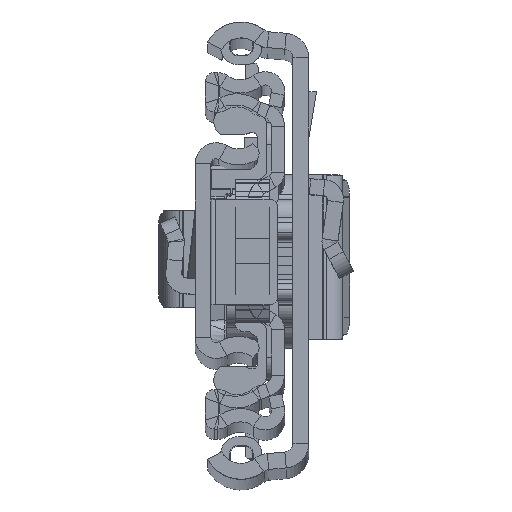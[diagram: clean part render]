
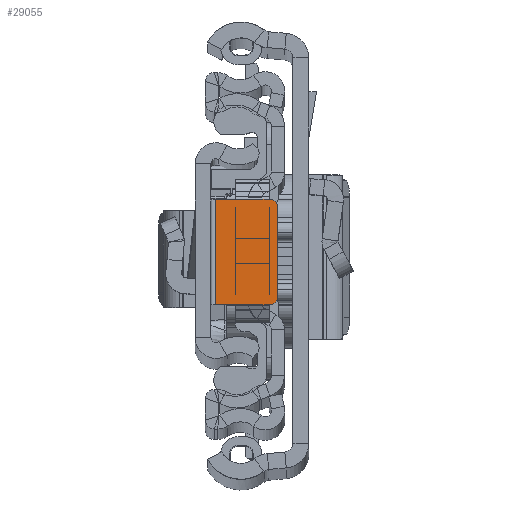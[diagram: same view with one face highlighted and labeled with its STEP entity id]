
A CAD part, top view. The second image highlights one B-rep face of the part: STEP entity #29055.
In plain terms, the highlighted planar face has unit normal (0, 0, 1).
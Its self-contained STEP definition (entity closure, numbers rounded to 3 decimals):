
#82 = VERTEX_POINT ( 'NONE', #28623 ) ;
#1461 = LINE ( 'NONE', #26652, #27364 ) ;
#2568 = DIRECTION ( 'NONE',  ( 1., 0., 0. ) ) ;
#2903 = CARTESIAN_POINT ( 'NONE',  ( -9.4, -5.849, -6.8 ) ) ;
#2919 = EDGE_CURVE ( 'NONE', #22722, #3742, #21017, .T. ) ;
#3492 = CARTESIAN_POINT ( 'NONE',  ( -2.3, -5.849, -6.8 ) ) ;
#3742 = VERTEX_POINT ( 'NONE', #5360 ) ;
#3938 = CARTESIAN_POINT ( 'NONE',  ( -8.4, 5.151, -6.8 ) ) ;
#4353 = DIRECTION ( 'NONE',  ( 1., 0., 0. ) ) ;
#4750 = CARTESIAN_POINT ( 'NONE',  ( -9.4, 6.151, -6.8 ) ) ;
#4838 = FACE_OUTER_BOUND ( 'NONE', #21469, .T. ) ;
#5360 = CARTESIAN_POINT ( 'NONE',  ( -8.4, -5.849, -6.8 ) ) ;
#5434 = CARTESIAN_POINT ( 'NONE',  ( 0., 0., -6.8 ) ) ;
#5743 = VECTOR ( 'NONE', #23246, 1000. ) ;
#6151 = VECTOR ( 'NONE', #10327, 1000. ) ;
#7411 = EDGE_CURVE ( 'NONE', #22722, #8502, #11705, .T. ) ;
#8502 = VERTEX_POINT ( 'NONE', #13059 ) ;
#9041 = ORIENTED_EDGE ( 'NONE', *, *, #2919, .T. ) ;
#9436 = EDGE_CURVE ( 'NONE', #24144, #3742, #20927, .T. ) ;
#9662 = PLANE ( 'NONE',  #29385 ) ;
#10327 = DIRECTION ( 'NONE',  ( 1., 0., 0. ) ) ;
#10670 = DIRECTION ( 'NONE',  ( 0., -1., 0. ) ) ;
#10885 = DIRECTION ( 'NONE',  ( 0., 0., 1. ) ) ;
#11705 = LINE ( 'NONE', #4750, #25894 ) ;
#12141 = EDGE_CURVE ( 'NONE', #20392, #82, #24167, .T. ) ;
#12612 = CARTESIAN_POINT ( 'NONE',  ( -9.4, -4.849, -6.8 ) ) ;
#12777 = ORIENTED_EDGE ( 'NONE', *, *, #9436, .F. ) ;
#13059 = CARTESIAN_POINT ( 'NONE',  ( -9.4, 5.151, -6.8 ) ) ;
#13175 = DIRECTION ( 'NONE',  ( 1., 0., 0. ) ) ;
#13296 = CARTESIAN_POINT ( 'NONE',  ( -8.4, -4.849, -6.8 ) ) ;
#15530 = ORIENTED_EDGE ( 'NONE', *, *, #20133, .T. ) ;
#17312 = CARTESIAN_POINT ( 'NONE',  ( -1.8, 6.151, -6.8 ) ) ;
#19669 = CARTESIAN_POINT ( 'NONE',  ( -8.4, 6.151, -6.8 ) ) ;
#20133 = EDGE_CURVE ( 'NONE', #20392, #8502, #29142, .T. ) ;
#20392 = VERTEX_POINT ( 'NONE', #19669 ) ;
#20927 = LINE ( 'NONE', #2903, #5743 ) ;
#21017 = CIRCLE ( 'NONE', #25405, 1. ) ;
#21469 = EDGE_LOOP ( 'NONE', ( #25987, #9041, #12777, #27031, #25764, #15530 ) ) ;
#22722 = VERTEX_POINT ( 'NONE', #12612 ) ;
#22851 = AXIS2_PLACEMENT_3D ( 'NONE', #3938, #29446, #13175 ) ;
#23246 = DIRECTION ( 'NONE',  ( -1., 0., 0. ) ) ;
#23263 = DIRECTION ( 'NONE',  ( 0., 1., 0. ) ) ;
#24144 = VERTEX_POINT ( 'NONE', #3492 ) ;
#24167 = LINE ( 'NONE', #17312, #6151 ) ;
#25075 = EDGE_CURVE ( 'NONE', #82, #24144, #1461, .T. ) ;
#25405 = AXIS2_PLACEMENT_3D ( 'NONE', #13296, #10885, #4353 ) ;
#25764 = ORIENTED_EDGE ( 'NONE', *, *, #12141, .F. ) ;
#25894 = VECTOR ( 'NONE', #23263, 1000. ) ;
#25987 = ORIENTED_EDGE ( 'NONE', *, *, #7411, .F. ) ;
#26652 = CARTESIAN_POINT ( 'NONE',  ( -2.3, 6.151, -6.8 ) ) ;
#27031 = ORIENTED_EDGE ( 'NONE', *, *, #25075, .F. ) ;
#27364 = VECTOR ( 'NONE', #10670, 1000. ) ;
#28360 = DIRECTION ( 'NONE',  ( 0., 0., 1. ) ) ;
#28623 = CARTESIAN_POINT ( 'NONE',  ( -2.3, 6.151, -6.8 ) ) ;
#29055 = ADVANCED_FACE ( 'NONE', ( #4838 ), #9662, .T. ) ;
#29142 = CIRCLE ( 'NONE', #22851, 1. ) ;
#29385 = AXIS2_PLACEMENT_3D ( 'NONE', #5434, #28360, #2568 ) ;
#29446 = DIRECTION ( 'NONE',  ( 0., 0., 1. ) ) ;
